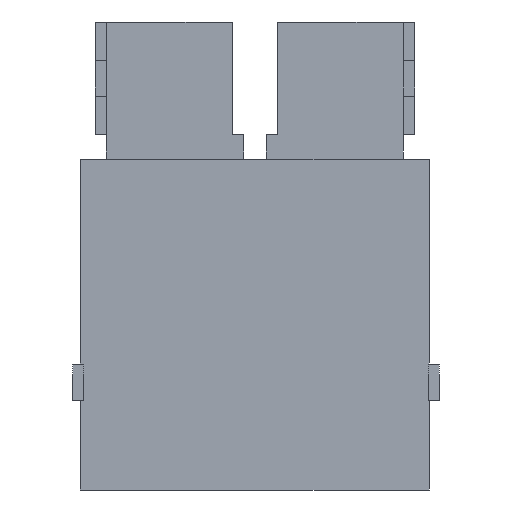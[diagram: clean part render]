
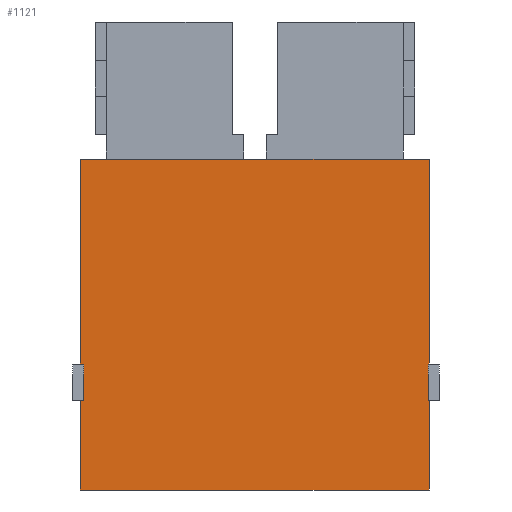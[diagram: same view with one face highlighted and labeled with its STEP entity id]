
A CAD part, front view. The second image highlights one B-rep face of the part: STEP entity #1121.
In plain terms, the highlighted planar face has unit normal (0, -1, 0).
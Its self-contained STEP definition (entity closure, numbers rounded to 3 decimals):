
#20 = AXIS2_PLACEMENT_3D ( 'NONE', #1758, #902, #1462 ) ;
#31 = VECTOR ( 'NONE', #1609, 1000. ) ;
#47 = ORIENTED_EDGE ( 'NONE', *, *, #1642, .T. ) ;
#53 = VERTEX_POINT ( 'NONE', #1473 ) ;
#54 = FACE_OUTER_BOUND ( 'NONE', #738, .T. ) ;
#70 = DIRECTION ( 'NONE',  ( 1., 0., 0. ) ) ;
#197 = EDGE_CURVE ( 'NONE', #819, #53, #1769, .T. ) ;
#198 = DIRECTION ( 'NONE',  ( 0., 0., -1. ) ) ;
#207 = CARTESIAN_POINT ( 'NONE',  ( -0.75, 0., -14.3 ) ) ;
#211 = VECTOR ( 'NONE', #379, 1000. ) ;
#212 = EDGE_CURVE ( 'NONE', #819, #1262, #1430, .T. ) ;
#229 = LINE ( 'NONE', #1494, #398 ) ;
#241 = ORIENTED_EDGE ( 'NONE', *, *, #197, .T. ) ;
#253 = DIRECTION ( 'NONE',  ( 1., 0., 0. ) ) ;
#256 = VERTEX_POINT ( 'NONE', #1624 ) ;
#307 = LINE ( 'NONE', #1702, #875 ) ;
#315 = VERTEX_POINT ( 'NONE', #559 ) ;
#326 = CARTESIAN_POINT ( 'NONE',  ( -0.9, 0., -18.3 ) ) ;
#368 = DIRECTION ( 'NONE',  ( 0., 0., -1. ) ) ;
#373 = ORIENTED_EDGE ( 'NONE', *, *, #1700, .F. ) ;
#379 = DIRECTION ( 'NONE',  ( 0., 0., -1. ) ) ;
#380 = LINE ( 'NONE', #1075, #1359 ) ;
#398 = VECTOR ( 'NONE', #811, 1000. ) ;
#405 = EDGE_CURVE ( 'NONE', #1262, #1074, #1059, .T. ) ;
#421 = VECTOR ( 'NONE', #70, 1000. ) ;
#440 = VECTOR ( 'NONE', #368, 1000. ) ;
#463 = PLANE ( 'NONE',  #20 ) ;
#496 = CARTESIAN_POINT ( 'NONE',  ( -0.9, 0., -14.3 ) ) ;
#499 = EDGE_CURVE ( 'NONE', #1399, #256, #545, .T. ) ;
#510 = VERTEX_POINT ( 'NONE', #1100 ) ;
#518 = CARTESIAN_POINT ( 'NONE',  ( -0.9, 0., -3.6 ) ) ;
#529 = VERTEX_POINT ( 'NONE', #554 ) ;
#538 = CARTESIAN_POINT ( 'NONE',  ( -0.75, 0., -14.3 ) ) ;
#545 = LINE ( 'NONE', #1812, #211 ) ;
#554 = CARTESIAN_POINT ( 'NONE',  ( -0.9, 0., -3.6 ) ) ;
#559 = CARTESIAN_POINT ( 'NONE',  ( 14.6, 0., -3.6 ) ) ;
#605 = CARTESIAN_POINT ( 'NONE',  ( 14.6, 0., -18.3 ) ) ;
#619 = VECTOR ( 'NONE', #253, 1000. ) ;
#633 = CARTESIAN_POINT ( 'NONE',  ( -0.9, 0., -12.7 ) ) ;
#647 = VECTOR ( 'NONE', #1158, 1000. ) ;
#695 = DIRECTION ( 'NONE',  ( -1., 0., 0. ) ) ;
#738 = EDGE_LOOP ( 'NONE', ( #956, #1806, #823, #373, #767, #47, #879, #912, #1678, #241, #1243, #1017 ) ) ;
#767 = ORIENTED_EDGE ( 'NONE', *, *, #1736, .F. ) ;
#776 = VERTEX_POINT ( 'NONE', #605 ) ;
#811 = DIRECTION ( 'NONE',  ( 1., 0., 0. ) ) ;
#819 = VERTEX_POINT ( 'NONE', #496 ) ;
#823 = ORIENTED_EDGE ( 'NONE', *, *, #1389, .F. ) ;
#847 = EDGE_CURVE ( 'NONE', #256, #1516, #229, .T. ) ;
#875 = VECTOR ( 'NONE', #999, 1000. ) ;
#879 = ORIENTED_EDGE ( 'NONE', *, *, #1676, .F. ) ;
#881 = VECTOR ( 'NONE', #198, 1000. ) ;
#894 = CARTESIAN_POINT ( 'NONE',  ( -0.75, 0., -12.7 ) ) ;
#899 = VECTOR ( 'NONE', #1508, 1000. ) ;
#902 = DIRECTION ( 'NONE',  ( 0., 1., 0. ) ) ;
#908 = LINE ( 'NONE', #1469, #881 ) ;
#912 = ORIENTED_EDGE ( 'NONE', *, *, #405, .F. ) ;
#946 = LINE ( 'NONE', #1797, #899 ) ;
#956 = ORIENTED_EDGE ( 'NONE', *, *, #847, .F. ) ;
#964 = EDGE_CURVE ( 'NONE', #1516, #776, #307, .T. ) ;
#999 = DIRECTION ( 'NONE',  ( 0., 0., -1. ) ) ;
#1005 = CARTESIAN_POINT ( 'NONE',  ( 14.6, 0., -14.3 ) ) ;
#1017 = ORIENTED_EDGE ( 'NONE', *, *, #964, .F. ) ;
#1059 = LINE ( 'NONE', #207, #31 ) ;
#1062 = DIRECTION ( 'NONE',  ( -1., 0., 0. ) ) ;
#1073 = EDGE_CURVE ( 'NONE', #53, #776, #1603, .T. ) ;
#1074 = VERTEX_POINT ( 'NONE', #894 ) ;
#1075 = CARTESIAN_POINT ( 'NONE',  ( -0.75, 0., -12.7 ) ) ;
#1100 = CARTESIAN_POINT ( 'NONE',  ( 14.6, 0., -12.7 ) ) ;
#1103 = VERTEX_POINT ( 'NONE', #633 ) ;
#1121 = ADVANCED_FACE ( 'NONE', ( #54 ), #463, .F. ) ;
#1158 = DIRECTION ( 'NONE',  ( 1., 0., 0. ) ) ;
#1227 = LINE ( 'NONE', #518, #421 ) ;
#1243 = ORIENTED_EDGE ( 'NONE', *, *, #1073, .T. ) ;
#1262 = VERTEX_POINT ( 'NONE', #538 ) ;
#1359 = VECTOR ( 'NONE', #1062, 1000. ) ;
#1367 = CARTESIAN_POINT ( 'NONE',  ( -0.75, 0., -14.3 ) ) ;
#1389 = EDGE_CURVE ( 'NONE', #510, #1399, #1545, .T. ) ;
#1399 = VERTEX_POINT ( 'NONE', #1686 ) ;
#1430 = LINE ( 'NONE', #1367, #619 ) ;
#1462 = DIRECTION ( 'NONE',  ( -1., 0., 0. ) ) ;
#1469 = CARTESIAN_POINT ( 'NONE',  ( -0.9, 0., -3.6 ) ) ;
#1473 = CARTESIAN_POINT ( 'NONE',  ( -0.9, 0., -18.3 ) ) ;
#1494 = CARTESIAN_POINT ( 'NONE',  ( 14.55, 0., -14.3 ) ) ;
#1508 = DIRECTION ( 'NONE',  ( 0., 0., -1. ) ) ;
#1516 = VERTEX_POINT ( 'NONE', #1005 ) ;
#1545 = LINE ( 'NONE', #1699, #1597 ) ;
#1597 = VECTOR ( 'NONE', #695, 1000. ) ;
#1603 = LINE ( 'NONE', #326, #647 ) ;
#1609 = DIRECTION ( 'NONE',  ( 0., 0., 1. ) ) ;
#1624 = CARTESIAN_POINT ( 'NONE',  ( 14.55, 0., -14.3 ) ) ;
#1642 = EDGE_CURVE ( 'NONE', #529, #1103, #908, .T. ) ;
#1676 = EDGE_CURVE ( 'NONE', #1074, #1103, #380, .T. ) ;
#1678 = ORIENTED_EDGE ( 'NONE', *, *, #212, .F. ) ;
#1686 = CARTESIAN_POINT ( 'NONE',  ( 14.55, 0., -12.7 ) ) ;
#1699 = CARTESIAN_POINT ( 'NONE',  ( 14.55, 0., -12.7 ) ) ;
#1700 = EDGE_CURVE ( 'NONE', #315, #510, #946, .T. ) ;
#1702 = CARTESIAN_POINT ( 'NONE',  ( 14.6, 0., -3.6 ) ) ;
#1736 = EDGE_CURVE ( 'NONE', #529, #315, #1227, .T. ) ;
#1758 = CARTESIAN_POINT ( 'NONE',  ( -0.9, 0., -3.6 ) ) ;
#1769 = LINE ( 'NONE', #1792, #440 ) ;
#1792 = CARTESIAN_POINT ( 'NONE',  ( -0.9, 0., -3.6 ) ) ;
#1797 = CARTESIAN_POINT ( 'NONE',  ( 14.6, 0., -3.6 ) ) ;
#1806 = ORIENTED_EDGE ( 'NONE', *, *, #499, .F. ) ;
#1812 = CARTESIAN_POINT ( 'NONE',  ( 14.55, 0., -14.3 ) ) ;
